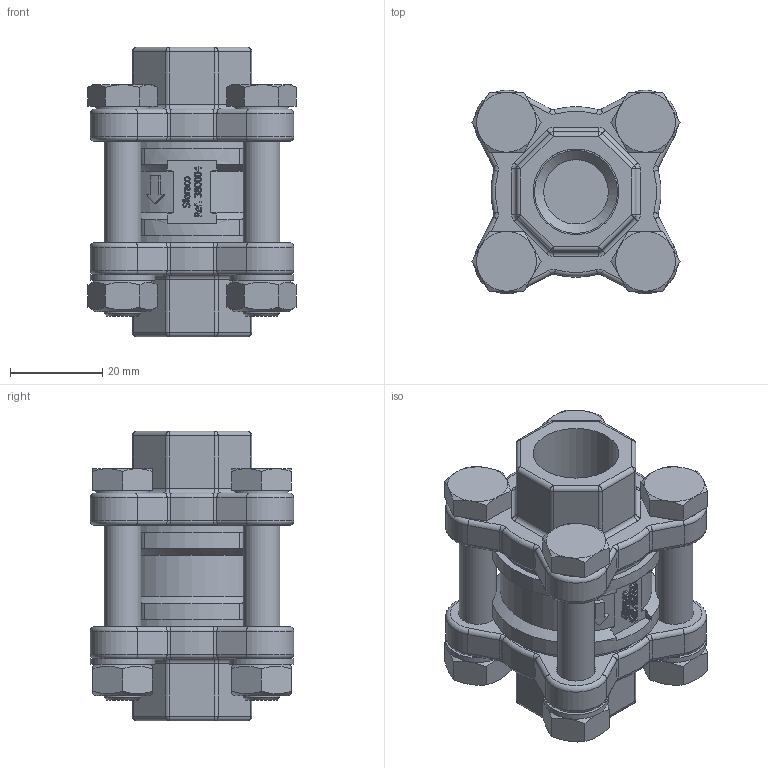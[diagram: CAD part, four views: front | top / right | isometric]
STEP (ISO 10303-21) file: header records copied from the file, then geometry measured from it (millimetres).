
FILE_DESCRIPTION(/* description */ ('380004'),/* implementation_level */ '2;1');
FILE_NAME(/* name */ '380004.stp',/* time_stamp */ '2015-03-26T16:08:42+01:00',/* author */ ('jmorand'),/* organization */ ('Sferaco'),/* preprocessor_version */ 'ST-DEVELOPER v15.6',/* originating_system */ 'Autodesk Inventor 2015',/* authorisation */ '');
FILE_SCHEMA (('AUTOMOTIVE_DESIGN { 1 0 10303 214 3 1 1 }'));
Length unit declared in the file: millimetre
Products named in the file (1): 380004_bd
Bounding box: 45.2 x 44.19 x 63 mm (x, y, z)
Volume: 58649.6 mm3; surface area: 22222.4 mm2
Topology: 1 solids, 1 shells, 991 faces, 2517 edges, 1610 vertices
Faces by surface type: plane 404, bspline 275, cylinder 174, torus 80, cone 42, sphere 16
Full cylindrical faces by diameter (mm): 8 x8, 8.4 x4, 8.5 x8, 11.63 x4, 14 x6, 18.631 x2, 34 x2
Entity records: 32673 total; most frequent: CARTESIAN_POINT 9857, ORIENTED_EDGE 4910, DIRECTION 3721, EDGE_CURVE 2455, VERTEX_POINT 1596, LINE 1251, VECTOR 1251, AXIS2_PLACEMENT_3D 1235
